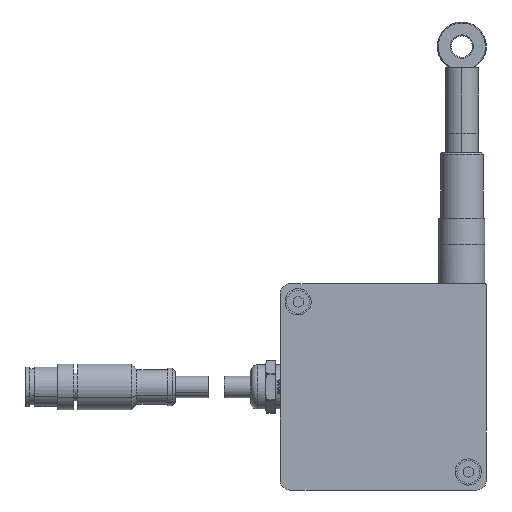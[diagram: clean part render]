
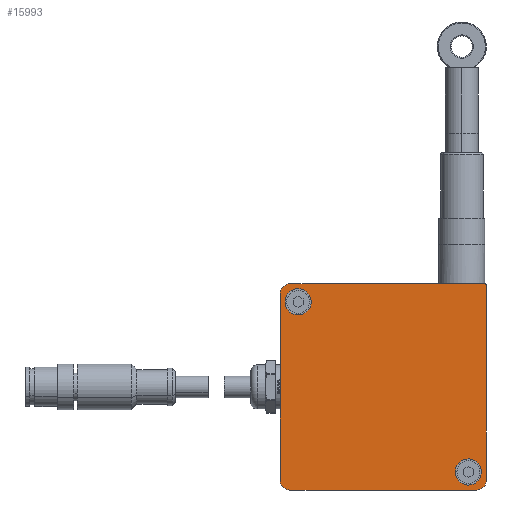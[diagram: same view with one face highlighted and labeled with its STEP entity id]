
A CAD part, left-side view. The second image highlights one B-rep face of the part: STEP entity #15993.
In plain terms, the highlighted planar face has unit normal (-1, 0, 0).
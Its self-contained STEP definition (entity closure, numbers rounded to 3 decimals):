
#15819=CARTESIAN_POINT('Axis2P3D Location',(-18.,26.,26.)) ;
#15823=CARTESIAN_POINT('Vertex',(-18.,22.49,24.082)) ;
#15825=CARTESIAN_POINT('Vertex',(-18.,29.51,27.918)) ;
#15845=CARTESIAN_POINT('Axis2P3D Location',(-18.,26.,26.)) ;
#15900=CARTESIAN_POINT('Axis2P3D Location',(-18.,0.,0.)) ;
#15905=CARTESIAN_POINT('Axis2P3D Location',(-18.,-31.,31.)) ;
#15909=CARTESIAN_POINT('Vertex',(-18.,-31.,31.5)) ;
#15911=CARTESIAN_POINT('Vertex',(-18.,-31.5,31.)) ;
#15914=CARTESIAN_POINT('Line Origine',(-18.,-1.25,31.5)) ;
#15918=CARTESIAN_POINT('Vertex',(-18.,28.5,31.5)) ;
#15921=CARTESIAN_POINT('Axis2P3D Location',(-18.,28.5,28.5)) ;
#15925=CARTESIAN_POINT('Vertex',(-18.,31.5,28.5)) ;
#15928=CARTESIAN_POINT('Line Origine',(-18.,31.5,0.)) ;
#15932=CARTESIAN_POINT('Vertex',(-18.,31.5,-28.5)) ;
#15935=CARTESIAN_POINT('Axis2P3D Location',(-18.,28.5,-28.5)) ;
#15939=CARTESIAN_POINT('Vertex',(-18.,28.5,-31.5)) ;
#15942=CARTESIAN_POINT('Line Origine',(-18.,0.,-31.5)) ;
#15946=CARTESIAN_POINT('Vertex',(-18.,-28.5,-31.5)) ;
#15949=CARTESIAN_POINT('Axis2P3D Location',(-18.,-28.5,-28.5)) ;
#15953=CARTESIAN_POINT('Vertex',(-18.,-31.5,-28.5)) ;
#15956=CARTESIAN_POINT('Line Origine',(-18.,-31.5,1.25)) ;
#15971=CARTESIAN_POINT('Axis2P3D Location',(-18.,-26.,-26.)) ;
#15975=CARTESIAN_POINT('Vertex',(-18.,-22.49,-24.082)) ;
#15977=CARTESIAN_POINT('Vertex',(-18.,-29.51,-27.918)) ;
#15980=CARTESIAN_POINT('Axis2P3D Location',(-18.,-26.,-26.)) ;
#15820=DIRECTION('Axis2P3D Direction',(1.,0.,-0.)) ;
#15846=DIRECTION('Axis2P3D Direction',(1.,0.,-0.)) ;
#15901=DIRECTION('Axis2P3D Direction',(1.,0.,0.)) ;
#15902=DIRECTION('Axis2P3D XDirection',(0.,1.,0.)) ;
#15906=DIRECTION('Axis2P3D Direction',(1.,0.,0.)) ;
#15915=DIRECTION('Vector Direction',(0.,1.,0.)) ;
#15922=DIRECTION('Axis2P3D Direction',(1.,0.,0.)) ;
#15929=DIRECTION('Vector Direction',(0.,0.,-1.)) ;
#15936=DIRECTION('Axis2P3D Direction',(1.,0.,0.)) ;
#15943=DIRECTION('Vector Direction',(0.,-1.,0.)) ;
#15950=DIRECTION('Axis2P3D Direction',(1.,0.,0.)) ;
#15957=DIRECTION('Vector Direction',(0.,0.,1.)) ;
#15972=DIRECTION('Axis2P3D Direction',(1.,0.,0.)) ;
#15981=DIRECTION('Axis2P3D Direction',(1.,0.,0.)) ;
#15821=AXIS2_PLACEMENT_3D('Circle Axis2P3D',#15819,#15820,$) ;
#15847=AXIS2_PLACEMENT_3D('Circle Axis2P3D',#15845,#15846,$) ;
#15903=AXIS2_PLACEMENT_3D('Plane Axis2P3D',#15900,#15901,#15902) ;
#15907=AXIS2_PLACEMENT_3D('Circle Axis2P3D',#15905,#15906,$) ;
#15923=AXIS2_PLACEMENT_3D('Circle Axis2P3D',#15921,#15922,$) ;
#15937=AXIS2_PLACEMENT_3D('Circle Axis2P3D',#15935,#15936,$) ;
#15951=AXIS2_PLACEMENT_3D('Circle Axis2P3D',#15949,#15950,$) ;
#15973=AXIS2_PLACEMENT_3D('Circle Axis2P3D',#15971,#15972,$) ;
#15982=AXIS2_PLACEMENT_3D('Circle Axis2P3D',#15980,#15981,$) ;
#15962=ORIENTED_EDGE('',*,*,#15913,.F.) ;
#15963=ORIENTED_EDGE('',*,*,#15920,.F.) ;
#15964=ORIENTED_EDGE('',*,*,#15927,.F.) ;
#15965=ORIENTED_EDGE('',*,*,#15934,.F.) ;
#15966=ORIENTED_EDGE('',*,*,#15941,.F.) ;
#15967=ORIENTED_EDGE('',*,*,#15948,.F.) ;
#15968=ORIENTED_EDGE('',*,*,#15955,.F.) ;
#15969=ORIENTED_EDGE('',*,*,#15960,.F.) ;
#15986=ORIENTED_EDGE('',*,*,#15979,.T.) ;
#15987=ORIENTED_EDGE('',*,*,#15984,.T.) ;
#15990=ORIENTED_EDGE('',*,*,#15827,.T.) ;
#15991=ORIENTED_EDGE('',*,*,#15849,.T.) ;
#15988=FACE_BOUND('',#15985,.T.) ;
#15992=FACE_BOUND('',#15989,.T.) ;
#15916=VECTOR('Line Direction',#15915,1.) ;
#15930=VECTOR('Line Direction',#15929,1.) ;
#15944=VECTOR('Line Direction',#15943,1.) ;
#15958=VECTOR('Line Direction',#15957,1.) ;
#15993=ADVANCED_FACE('\X2\96F64EF651E04F554F53\X0\',(#15970,#15988,#15992),#15904,.F.) ;
#15822=CIRCLE('generated circle',#15821,4.) ;
#15848=CIRCLE('generated circle',#15847,4.) ;
#15908=CIRCLE('generated circle',#15907,0.5) ;
#15924=CIRCLE('generated circle',#15923,3.) ;
#15938=CIRCLE('generated circle',#15937,3.) ;
#15952=CIRCLE('generated circle',#15951,3.) ;
#15974=CIRCLE('generated circle',#15973,4.) ;
#15983=CIRCLE('generated circle',#15982,4.) ;
#15827=EDGE_CURVE('',#15824,#15826,#15822,.T.) ;
#15849=EDGE_CURVE('',#15826,#15824,#15848,.T.) ;
#15913=EDGE_CURVE('',#15910,#15912,#15908,.T.) ;
#15920=EDGE_CURVE('',#15919,#15910,#15917,.F.) ;
#15927=EDGE_CURVE('',#15926,#15919,#15924,.T.) ;
#15934=EDGE_CURVE('',#15933,#15926,#15931,.F.) ;
#15941=EDGE_CURVE('',#15940,#15933,#15938,.T.) ;
#15948=EDGE_CURVE('',#15947,#15940,#15945,.F.) ;
#15955=EDGE_CURVE('',#15954,#15947,#15952,.T.) ;
#15960=EDGE_CURVE('',#15912,#15954,#15959,.F.) ;
#15979=EDGE_CURVE('',#15976,#15978,#15974,.T.) ;
#15984=EDGE_CURVE('',#15978,#15976,#15983,.T.) ;
#15961=EDGE_LOOP('',(#15962,#15963,#15964,#15965,#15966,#15967,#15968,#15969)) ;
#15985=EDGE_LOOP('',(#15986,#15987)) ;
#15989=EDGE_LOOP('',(#15990,#15991)) ;
#15970=FACE_OUTER_BOUND('',#15961,.T.) ;
#15917=LINE('Line',#15914,#15916) ;
#15931=LINE('Line',#15928,#15930) ;
#15945=LINE('Line',#15942,#15944) ;
#15959=LINE('Line',#15956,#15958) ;
#15904=PLANE('',#15903) ;
#15824=VERTEX_POINT('',#15823) ;
#15826=VERTEX_POINT('',#15825) ;
#15910=VERTEX_POINT('',#15909) ;
#15912=VERTEX_POINT('',#15911) ;
#15919=VERTEX_POINT('',#15918) ;
#15926=VERTEX_POINT('',#15925) ;
#15933=VERTEX_POINT('',#15932) ;
#15940=VERTEX_POINT('',#15939) ;
#15947=VERTEX_POINT('',#15946) ;
#15954=VERTEX_POINT('',#15953) ;
#15976=VERTEX_POINT('',#15975) ;
#15978=VERTEX_POINT('',#15977) ;
